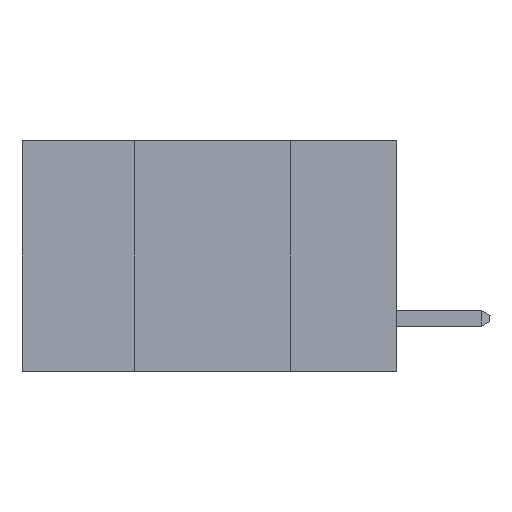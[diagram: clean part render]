
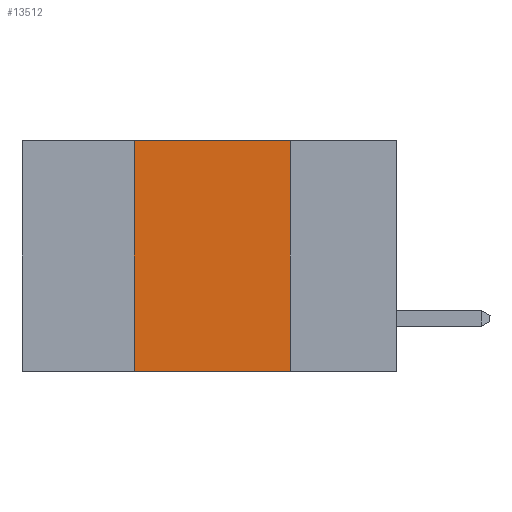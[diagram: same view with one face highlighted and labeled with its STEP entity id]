
A CAD part, left-side view. The second image highlights one B-rep face of the part: STEP entity #13512.
In plain terms, the highlighted planar face has unit normal (-1, 0, 0).
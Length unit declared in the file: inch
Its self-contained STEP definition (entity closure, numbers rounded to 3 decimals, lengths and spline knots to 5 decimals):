
#278 = EDGE_CURVE ( 'NONE', #28961, #28570, #21112, .T. ) ;
#551 = LINE ( 'NONE', #19966, #8068 ) ;
#1798 = ORIENTED_EDGE ( 'NONE', *, *, #278, .T. ) ;
#3595 = DIRECTION ( 'NONE',  ( 0., -1., 0. ) ) ;
#4875 = LINE ( 'NONE', #17198, #8783 ) ;
#5282 = CARTESIAN_POINT ( 'NONE',  ( 0., 0.17, 0. ) ) ;
#5395 = LINE ( 'NONE', #22123, #11119 ) ;
#6664 = CARTESIAN_POINT ( 'NONE',  ( 0., 0.42, 0. ) ) ;
#6959 = ORIENTED_EDGE ( 'NONE', *, *, #15273, .F. ) ;
#7343 = CARTESIAN_POINT ( 'NONE',  ( 0., 0.42, -0.37 ) ) ;
#8068 = VECTOR ( 'NONE', #12950, 39.37008 ) ;
#8783 = VECTOR ( 'NONE', #3595, 39.37008 ) ;
#11119 = VECTOR ( 'NONE', #29003, 39.37008 ) ;
#11926 = CARTESIAN_POINT ( 'NONE',  ( 0., 0.6, -0.37 ) ) ;
#12786 = PLANE ( 'NONE',  #15237 ) ;
#12950 = DIRECTION ( 'NONE',  ( 0., 0., 1. ) ) ;
#13512 = ADVANCED_FACE ( 'NONE', ( #25100 ), #12786, .F. ) ;
#15026 = VERTEX_POINT ( 'NONE', #5282 ) ;
#15237 = AXIS2_PLACEMENT_3D ( 'NONE', #17435, #21893, #17231 ) ;
#15273 = EDGE_CURVE ( 'NONE', #15026, #28570, #5395, .T. ) ;
#15316 = VERTEX_POINT ( 'NONE', #6664 ) ;
#17198 = CARTESIAN_POINT ( 'NONE',  ( 0., 0.6, 0. ) ) ;
#17231 = DIRECTION ( 'NONE',  ( 0., 0., -1. ) ) ;
#17435 = CARTESIAN_POINT ( 'NONE',  ( 0., 0.6, 0. ) ) ;
#18102 = EDGE_CURVE ( 'NONE', #15316, #15026, #4875, .T. ) ;
#18234 = EDGE_CURVE ( 'NONE', #28961, #15316, #551, .T. ) ;
#18775 = DIRECTION ( 'NONE',  ( 0., -1., 0. ) ) ;
#19966 = CARTESIAN_POINT ( 'NONE',  ( 0., 0.42, 0. ) ) ;
#20224 = ORIENTED_EDGE ( 'NONE', *, *, #18234, .F. ) ;
#21112 = LINE ( 'NONE', #11926, #23244 ) ;
#21453 = CARTESIAN_POINT ( 'NONE',  ( 0., 0.17, -0.37 ) ) ;
#21893 = DIRECTION ( 'NONE',  ( 1., 0., 0. ) ) ;
#22123 = CARTESIAN_POINT ( 'NONE',  ( 0., 0.17, 0. ) ) ;
#23244 = VECTOR ( 'NONE', #18775, 39.37008 ) ;
#25100 = FACE_OUTER_BOUND ( 'NONE', #29041, .T. ) ;
#28570 = VERTEX_POINT ( 'NONE', #21453 ) ;
#28961 = VERTEX_POINT ( 'NONE', #7343 ) ;
#29003 = DIRECTION ( 'NONE',  ( 0., 0., -1. ) ) ;
#29041 = EDGE_LOOP ( 'NONE', ( #6959, #29350, #20224, #1798 ) ) ;
#29350 = ORIENTED_EDGE ( 'NONE', *, *, #18102, .F. ) ;
